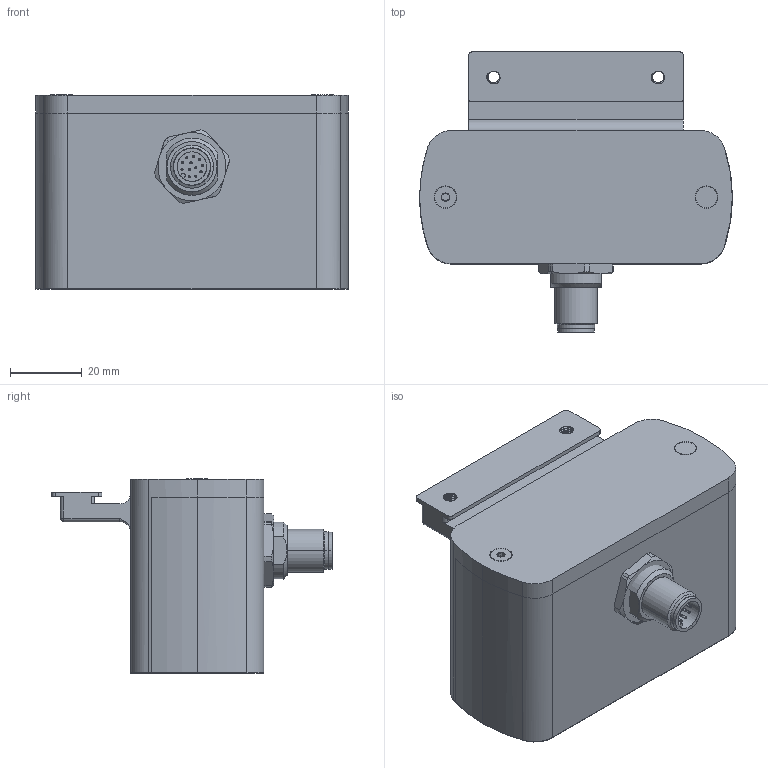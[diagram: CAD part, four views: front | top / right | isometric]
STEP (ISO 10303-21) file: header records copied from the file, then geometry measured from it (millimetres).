
FILE_DESCRIPTION (( 'STEP AP203' ), '1' );
FILE_NAME ('ODC 48-xx QD (NW 17 Mounting Bracket).STEP', '2023-02-26T18:36:00', ( '' ), ( '' ), 'SwSTEP 2.0', 'SolidWorks 2017', '' );
FILE_SCHEMA (( 'CONFIG_CONTROL_DESIGN' ));
Products named in the file (1): ODC 48-xx QD (NW 17 Mounting Bracket)
Bounding box: 87.4 x 78.36 x 54.25 mm (x, y, z)
Surface area: 50845.9 mm2 (no closed solid volume)
Topology: 0 solids, 103 shells, 842 faces, 2535 edges, 1777 vertices
Faces by surface type: cylinder 483, plane 211, cone 62, bspline 58, torus 26, sphere 2
Entity records: 47501 total; most frequent: CARTESIAN_POINT 27357, ORIENTED_EDGE 4571, DIRECTION 3552, EDGE_CURVE 2533, VERTEX_POINT 1777, AXIS2_PLACEMENT_3D 1275, LINE 1002, VECTOR 1002
